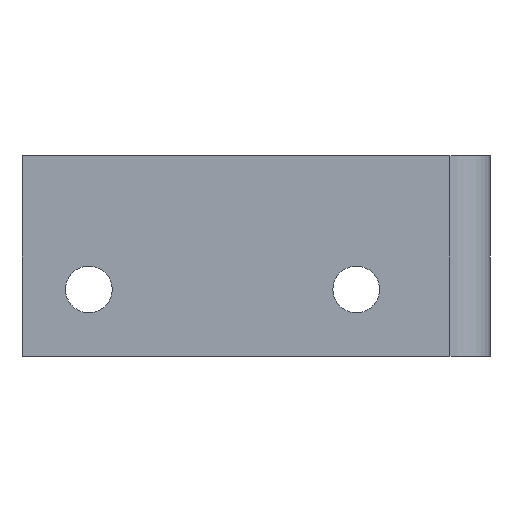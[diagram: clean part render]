
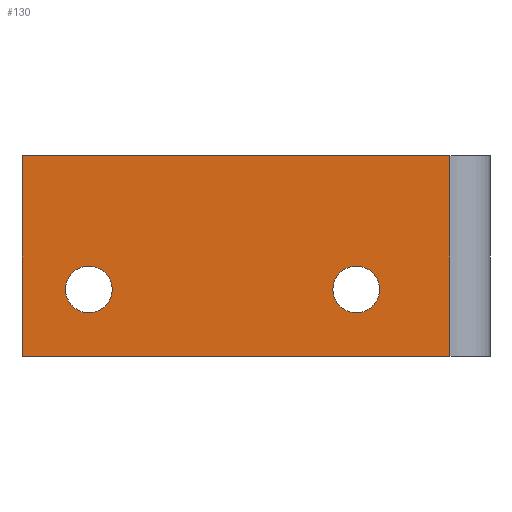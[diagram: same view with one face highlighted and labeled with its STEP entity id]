
A CAD part, left-side view. The second image highlights one B-rep face of the part: STEP entity #130.
In plain terms, the highlighted planar face has unit normal (-1, 0, 0).
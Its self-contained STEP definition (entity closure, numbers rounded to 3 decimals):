
#9 = AXIS2_PLACEMENT_3D ( 'NONE', #164, #102, #631 ) ;
#12 = AXIS2_PLACEMENT_3D ( 'NONE', #16, #753, #615 ) ;
#16 = CARTESIAN_POINT ( 'NONE',  ( -38.75, 30., 5. ) ) ;
#36 = PLANE ( 'NONE',  #274 ) ;
#38 = LINE ( 'NONE', #431, #294 ) ;
#39 = CARTESIAN_POINT ( 'NONE',  ( -38.75, 3., 15. ) ) ;
#63 = CARTESIAN_POINT ( 'NONE',  ( -38.75, 30., 6.75 ) ) ;
#65 = FACE_BOUND ( 'NONE', #168, .T. ) ;
#91 = CARTESIAN_POINT ( 'NONE',  ( -38.75, 0., 15. ) ) ;
#98 = AXIS2_PLACEMENT_3D ( 'NONE', #490, #275, #419 ) ;
#102 = DIRECTION ( 'NONE',  ( 1., 0., 0. ) ) ;
#110 = CARTESIAN_POINT ( 'NONE',  ( -38.75, 35., 15. ) ) ;
#118 = EDGE_CURVE ( 'NONE', #785, #726, #518, .T. ) ;
#127 = CARTESIAN_POINT ( 'NONE',  ( -38.75, 3., 0. ) ) ;
#130 = ADVANCED_FACE ( 'NONE', ( #65, #217, #598 ), #36, .T. ) ;
#133 = VECTOR ( 'NONE', #529, 1000. ) ;
#164 = CARTESIAN_POINT ( 'NONE',  ( -38.75, 10., 5. ) ) ;
#168 = EDGE_LOOP ( 'NONE', ( #750, #346 ) ) ;
#176 = CARTESIAN_POINT ( 'NONE',  ( -38.75, 0., 15. ) ) ;
#181 = ORIENTED_EDGE ( 'NONE', *, *, #336, .T. ) ;
#186 = VERTEX_POINT ( 'NONE', #438 ) ;
#217 = FACE_BOUND ( 'NONE', #407, .T. ) ;
#218 = VERTEX_POINT ( 'NONE', #110 ) ;
#231 = EDGE_CURVE ( 'NONE', #785, #218, #823, .T. ) ;
#237 = ORIENTED_EDGE ( 'NONE', *, *, #231, .T. ) ;
#238 = DIRECTION ( 'NONE',  ( 0., 1., 0. ) ) ;
#254 = CARTESIAN_POINT ( 'NONE',  ( -38.75, 35., 15. ) ) ;
#257 = VERTEX_POINT ( 'NONE', #397 ) ;
#274 = AXIS2_PLACEMENT_3D ( 'NONE', #91, #699, #442 ) ;
#275 = DIRECTION ( 'NONE',  ( 1., 0., 0. ) ) ;
#284 = CIRCLE ( 'NONE', #98, 1.75 ) ;
#294 = VECTOR ( 'NONE', #813, 1000. ) ;
#304 = EDGE_CURVE ( 'NONE', #257, #797, #664, .T. ) ;
#317 = DIRECTION ( 'NONE',  ( 1., 0., 0. ) ) ;
#336 = EDGE_CURVE ( 'NONE', #797, #257, #284, .T. ) ;
#339 = ORIENTED_EDGE ( 'NONE', *, *, #304, .T. ) ;
#345 = EDGE_CURVE ( 'NONE', #726, #186, #38, .T. ) ;
#346 = ORIENTED_EDGE ( 'NONE', *, *, #567, .T. ) ;
#397 = CARTESIAN_POINT ( 'NONE',  ( -38.75, 30., 3.25 ) ) ;
#401 = EDGE_CURVE ( 'NONE', #658, #663, #728, .T. ) ;
#402 = ORIENTED_EDGE ( 'NONE', *, *, #118, .F. ) ;
#407 = EDGE_LOOP ( 'NONE', ( #339, #181 ) ) ;
#419 = DIRECTION ( 'NONE',  ( 0., 0., -1. ) ) ;
#431 = CARTESIAN_POINT ( 'NONE',  ( -38.75, 0., 0. ) ) ;
#438 = CARTESIAN_POINT ( 'NONE',  ( -38.75, 35., 0. ) ) ;
#442 = DIRECTION ( 'NONE',  ( 0., 0., 1. ) ) ;
#490 = CARTESIAN_POINT ( 'NONE',  ( -38.75, 30., 5. ) ) ;
#518 = LINE ( 'NONE', #39, #558 ) ;
#520 = LINE ( 'NONE', #254, #133 ) ;
#522 = DIRECTION ( 'NONE',  ( 0., 0., -1. ) ) ;
#529 = DIRECTION ( 'NONE',  ( 0., 0., -1. ) ) ;
#530 = VECTOR ( 'NONE', #238, 1000. ) ;
#558 = VECTOR ( 'NONE', #566, 1000. ) ;
#566 = DIRECTION ( 'NONE',  ( 0., 0., -1. ) ) ;
#567 = EDGE_CURVE ( 'NONE', #663, #658, #765, .T. ) ;
#598 = FACE_OUTER_BOUND ( 'NONE', #612, .T. ) ;
#612 = EDGE_LOOP ( 'NONE', ( #686, #402, #237, #716 ) ) ;
#615 = DIRECTION ( 'NONE',  ( 0., 0., -1. ) ) ;
#631 = DIRECTION ( 'NONE',  ( 0., 0., -1. ) ) ;
#652 = CARTESIAN_POINT ( 'NONE',  ( -38.75, 10., 6.75 ) ) ;
#658 = VERTEX_POINT ( 'NONE', #710 ) ;
#663 = VERTEX_POINT ( 'NONE', #652 ) ;
#664 = CIRCLE ( 'NONE', #12, 1.75 ) ;
#686 = ORIENTED_EDGE ( 'NONE', *, *, #345, .F. ) ;
#699 = DIRECTION ( 'NONE',  ( -1., 0., 0. ) ) ;
#710 = CARTESIAN_POINT ( 'NONE',  ( -38.75, 10., 3.25 ) ) ;
#716 = ORIENTED_EDGE ( 'NONE', *, *, #746, .T. ) ;
#726 = VERTEX_POINT ( 'NONE', #127 ) ;
#728 = CIRCLE ( 'NONE', #9, 1.75 ) ;
#731 = CARTESIAN_POINT ( 'NONE',  ( -38.75, 3., 15. ) ) ;
#746 = EDGE_CURVE ( 'NONE', #218, #186, #520, .T. ) ;
#750 = ORIENTED_EDGE ( 'NONE', *, *, #401, .T. ) ;
#753 = DIRECTION ( 'NONE',  ( 1., 0., 0. ) ) ;
#765 = CIRCLE ( 'NONE', #767, 1.75 ) ;
#767 = AXIS2_PLACEMENT_3D ( 'NONE', #858, #317, #522 ) ;
#785 = VERTEX_POINT ( 'NONE', #731 ) ;
#797 = VERTEX_POINT ( 'NONE', #63 ) ;
#813 = DIRECTION ( 'NONE',  ( 0., 1., 0. ) ) ;
#823 = LINE ( 'NONE', #176, #530 ) ;
#858 = CARTESIAN_POINT ( 'NONE',  ( -38.75, 10., 5. ) ) ;
